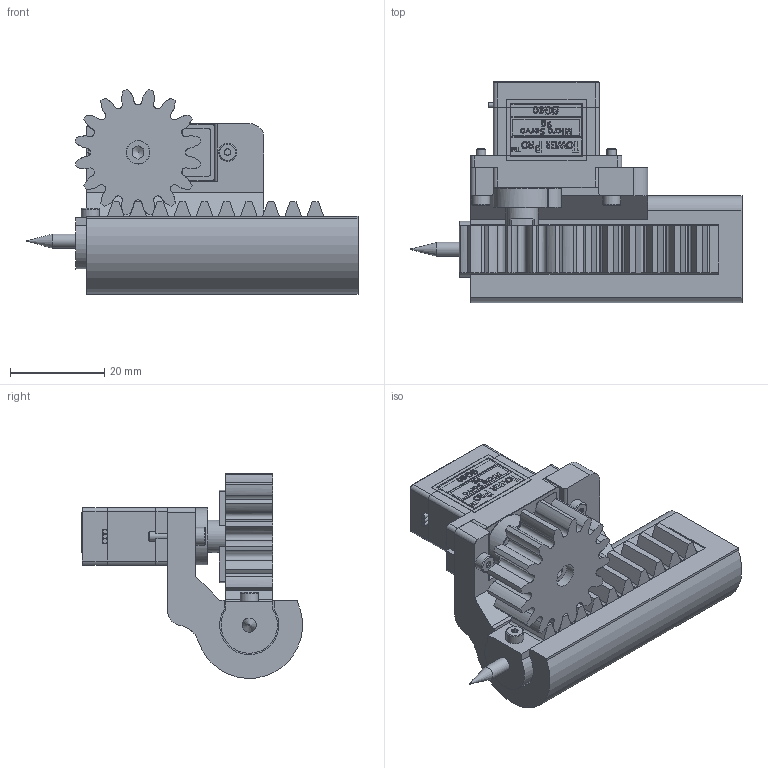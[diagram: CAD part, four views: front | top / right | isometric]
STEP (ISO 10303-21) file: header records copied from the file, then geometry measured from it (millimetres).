
FILE_DESCRIPTION(/* description */ (''),/* implementation_level */ '2;1');
FILE_NAME(/* name */ 'pen_robot.stp',/* time_stamp */ '2022-01-28T18:55:47+01:00',/* author */ ('i911900'),/* organization */ (''),/* preprocessor_version */ 'ST-DEVELOPER v18.1',/* originating_system */ 'Autodesk Inventor 2022',/* authorisation */ '');
FILE_SCHEMA (('AUTOMOTIVE_DESIGN { 1 0 10303 214 3 1 1 }'));
Length unit declared in the file: millimetre
Products named in the file (10): Assieme_rack_pinion_03; rack; pignone; SG90 - Micro Servo 9g - Tower Pro.3_Pea; SG90 - Micro Servo 9g - Tower Pro.1_Pea; AS 1420 - 1973 - M3 x 6; frame; Vite con testa incassata esalobulare ISO 14579 - M2x10-8.8; biro; Vite con testa incassata esalobulare ISO 14579 - M2x4-8.8
Assembly tree (10 placements, depth 2):
  Assieme_rack_pinion_03
    rack
    pignone
    SG90 - Micro Servo 9g - Tower Pro.3_Pea
    SG90 - Micro Servo 9g - Tower Pro.1_Pea
    AS 1420 - 1973 - M3 x 6
    frame
    Vite con testa incassata esalobulare ISO 14579 - M2x10-8.8  x2
    biro
    Vite con testa incassata esalobulare ISO 14579 - M2x4-8.8
Bounding box: 70.6 x 46.96 x 43.54 mm (x, y, z)
Volume: 34854.9 mm3; surface area: 19826.9 mm2
Topology: 24 solids, 24 shells, 1109 faces, 3542 edges, 2605 vertices
Faces by surface type: plane 695, cylinder 299, bspline 71, torus 34, cone 8, sphere 2
Full cylindrical faces by diameter (mm): 0.2 x1, 0.5 x1, 1 x3, 1.2 x6, 1.6 x2, 1.8 x4, 2 x8, 2.1 x1, 2.2 x2, 2.5 x4, 3 x3, 3.8 x3, 4.6 x1, 5 x2, 5.5 x1, 6.9 x1
Entity records: 49619 total; most frequent: CARTESIAN_POINT 18733, ORIENTED_EDGE 6904, DIRECTION 5479, EDGE_CURVE 3452, VERTEX_POINT 2547, LINE 2087, VECTOR 2087, AXIS2_PLACEMENT_3D 1696
